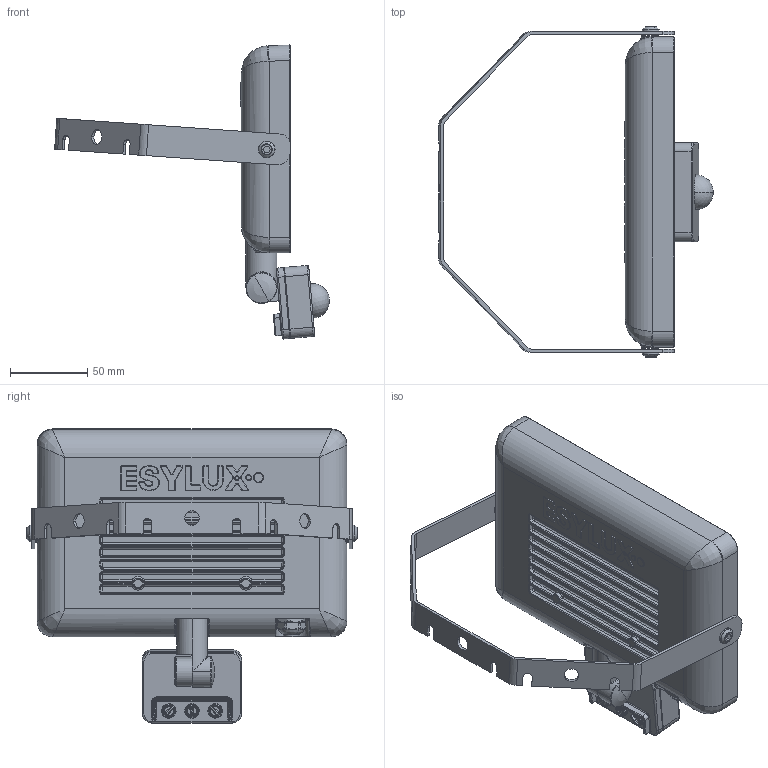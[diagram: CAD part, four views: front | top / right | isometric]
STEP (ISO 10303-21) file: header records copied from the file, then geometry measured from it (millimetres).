
FILE_DESCRIPTION((''),'2;1');
FILE_NAME('');
FILE_SCHEMA(('CONFIG_CONTROL_DESIGN'));
Length unit declared in the file: millimetre
Products named in the file (1): EL10810848
Bounding box: 177.4 x 213.25 x 189.83 mm (x, y, z)
Volume: 525216.6 mm3; surface area: 233504.7 mm2
Topology: 116 solids, 116 shells, 1868 faces, 4277 edges, 2636 vertices
Faces by surface type: plane 955, bspline 383, cylinder 299, torus 126, cone 51, sphere 30, revolution 16, extrusion 8
Entity records: 67163 total; most frequent: CARTESIAN_POINT 32010, ORIENTED_EDGE 8482, DIRECTION 4623, EDGE_CURVE 4241, VERTEX_POINT 2636, VECTOR 2114, LINE 2106, EDGE_LOOP 1913
